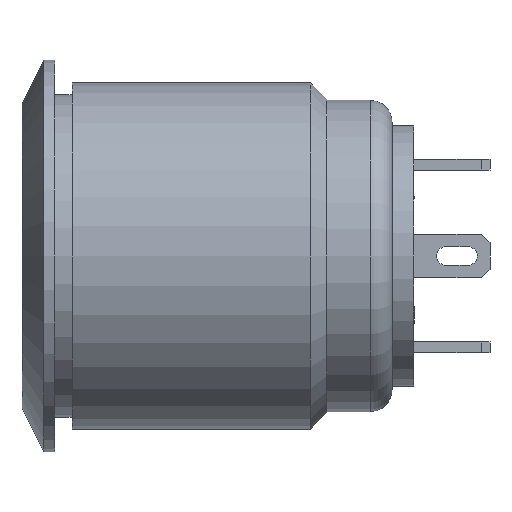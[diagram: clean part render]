
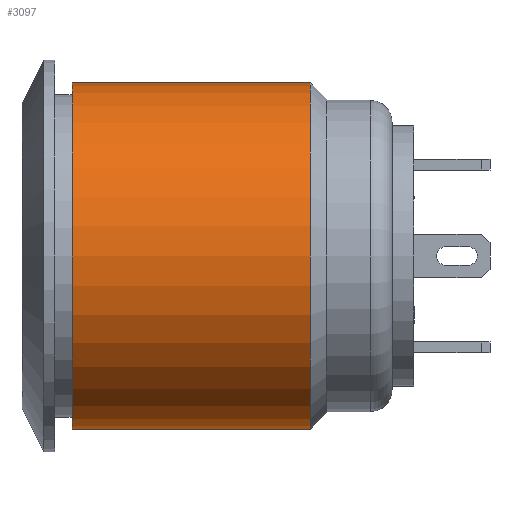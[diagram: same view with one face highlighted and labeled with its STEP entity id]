
A CAD part, front view. The second image highlights one B-rep face of the part: STEP entity #3097.
In plain terms, the highlighted cylindrical face has radius 7.95 mm (diameter 15.9 mm), a full revolution.
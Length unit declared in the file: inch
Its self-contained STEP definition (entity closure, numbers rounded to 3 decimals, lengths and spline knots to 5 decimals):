
#3043=CARTESIAN_POINT('',(0.0315,0.0,-0.31299));
#3044=VERTEX_POINT('',#3043);
#3045=CARTESIAN_POINT('',(0.0315,0.0,0.0));
#3046=DIRECTION('',(1.0,0.0,0.0));
#3047=DIRECTION('',(0.0,-1.0,0.0));
#3048=AXIS2_PLACEMENT_3D('',#3045,#3046,#3047);
#3049=CIRCLE('',#3048,0.31299);
#3050=EDGE_CURVE('',#3044,#3044,#3049,.T.);
#3078=CARTESIAN_POINT('',(0.0,0.0,0.0));
#3079=DIRECTION('',(1.0,0.0,0.0));
#3080=DIRECTION('',(0.0,-1.0,0.0));
#3081=AXIS2_PLACEMENT_3D('',#3078,#3079,#3080);
#3082=CYLINDRICAL_SURFACE('',#3081,0.31299);
#3083=CARTESIAN_POINT('',(0.4626,0.31299,0.));
#3084=VERTEX_POINT('',#3083);
#3085=CARTESIAN_POINT('',(0.4626,0.0,0.0));
#3086=DIRECTION('',(1.0,0.0,0.0));
#3087=DIRECTION('',(0.0,-1.0,0.0));
#3088=AXIS2_PLACEMENT_3D('',#3085,#3086,#3087);
#3089=CIRCLE('',#3088,0.31299);
#3090=EDGE_CURVE('',#3084,#3084,#3089,.T.);
#3091=ORIENTED_EDGE('',*,*,#3090,.F.);
#3092=EDGE_LOOP('',(#3091));
#3093=FACE_OUTER_BOUND('',#3092,.T.);
#3094=ORIENTED_EDGE('',*,*,#3050,.T.);
#3095=EDGE_LOOP('',(#3094));
#3096=FACE_BOUND('',#3095,.T.);
#3097=ADVANCED_FACE('',(#3093,#3096),#3082,.T.);
